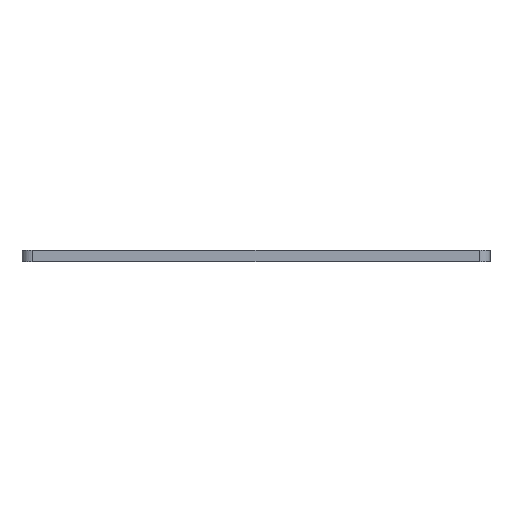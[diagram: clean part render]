
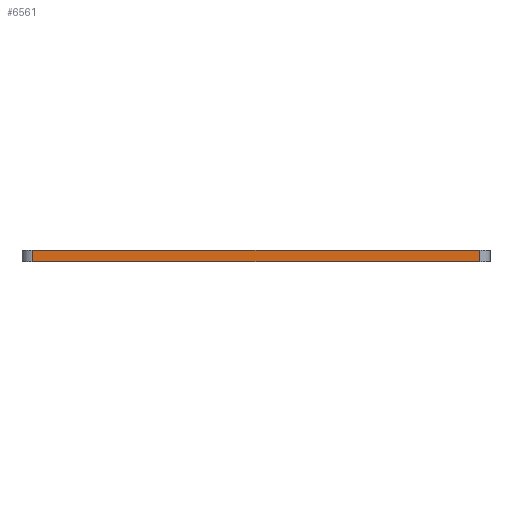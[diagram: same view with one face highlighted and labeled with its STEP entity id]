
A CAD part, left-side view. The second image highlights one B-rep face of the part: STEP entity #6561.
In plain terms, the highlighted planar face has unit normal (-1, 0, 0).
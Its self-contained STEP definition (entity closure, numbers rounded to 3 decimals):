
#83 = PLANE('',#84);
#84 = AXIS2_PLACEMENT_3D('',#85,#86,#87);
#85 = CARTESIAN_POINT('',(132.343,-93.5,1.6));
#86 = DIRECTION('',(-0.,-0.,-1.));
#87 = DIRECTION('',(-1.,0.,0.));
#137 = PLANE('',#138);
#138 = AXIS2_PLACEMENT_3D('',#139,#140,#141);
#139 = CARTESIAN_POINT('',(132.343,-93.5,0.));
#140 = DIRECTION('',(-0.,-0.,-1.));
#141 = DIRECTION('',(-1.,0.,0.));
#278 = CYLINDRICAL_SURFACE('',#279,1.5);
#279 = AXIS2_PLACEMENT_3D('',#280,#281,#282);
#280 = CARTESIAN_POINT('',(95.061,-125.,0.));
#281 = DIRECTION('',(-0.,-0.,-1.));
#282 = DIRECTION('',(1.,0.,-0.));
#317 = VERTEX_POINT('',#318);
#318 = CARTESIAN_POINT('',(93.561,-125.,0.));
#344 = EDGE_CURVE('',#317,#345,#347,.T.);
#345 = VERTEX_POINT('',#346);
#346 = CARTESIAN_POINT('',(93.561,-62.,0.));
#347 = SURFACE_CURVE('',#348,(#352,#359),.PCURVE_S1.);
#348 = LINE('',#349,#350);
#349 = CARTESIAN_POINT('',(93.561,-125.,0.));
#350 = VECTOR('',#351,1.);
#351 = DIRECTION('',(0.,1.,0.));
#352 = PCURVE('',#137,#353);
#353 = DEFINITIONAL_REPRESENTATION('',(#354),#358);
#354 = LINE('',#355,#356);
#355 = CARTESIAN_POINT('',(38.782,-31.5));
#356 = VECTOR('',#357,1.);
#357 = DIRECTION('',(0.,1.));
#358 = ( GEOMETRIC_REPRESENTATION_CONTEXT(2) 
PARAMETRIC_REPRESENTATION_CONTEXT() REPRESENTATION_CONTEXT('2D SPACE',''
  ) );
#359 = PCURVE('',#360,#365);
#360 = PLANE('',#361);
#361 = AXIS2_PLACEMENT_3D('',#362,#363,#364);
#362 = CARTESIAN_POINT('',(93.561,-125.,0.));
#363 = DIRECTION('',(-1.,0.,0.));
#364 = DIRECTION('',(0.,1.,0.));
#365 = DEFINITIONAL_REPRESENTATION('',(#366),#370);
#366 = LINE('',#367,#368);
#367 = CARTESIAN_POINT('',(0.,0.));
#368 = VECTOR('',#369,1.);
#369 = DIRECTION('',(1.,0.));
#370 = ( GEOMETRIC_REPRESENTATION_CONTEXT(2) 
PARAMETRIC_REPRESENTATION_CONTEXT() REPRESENTATION_CONTEXT('2D SPACE',''
  ) );
#393 = CYLINDRICAL_SURFACE('',#394,1.5);
#394 = AXIS2_PLACEMENT_3D('',#395,#396,#397);
#395 = CARTESIAN_POINT('',(95.061,-62.,0.));
#396 = DIRECTION('',(-0.,-0.,-1.));
#397 = DIRECTION('',(1.,0.,-0.));
#3637 = VERTEX_POINT('',#3638);
#3638 = CARTESIAN_POINT('',(93.561,-125.,1.6));
#3664 = EDGE_CURVE('',#3637,#3665,#3667,.T.);
#3665 = VERTEX_POINT('',#3666);
#3666 = CARTESIAN_POINT('',(93.561,-62.,1.6));
#3667 = SURFACE_CURVE('',#3668,(#3672,#3679),.PCURVE_S1.);
#3668 = LINE('',#3669,#3670);
#3669 = CARTESIAN_POINT('',(93.561,-125.,1.6));
#3670 = VECTOR('',#3671,1.);
#3671 = DIRECTION('',(0.,1.,0.));
#3672 = PCURVE('',#83,#3673);
#3673 = DEFINITIONAL_REPRESENTATION('',(#3674),#3678);
#3674 = LINE('',#3675,#3676);
#3675 = CARTESIAN_POINT('',(38.782,-31.5));
#3676 = VECTOR('',#3677,1.);
#3677 = DIRECTION('',(0.,1.));
#3678 = ( GEOMETRIC_REPRESENTATION_CONTEXT(2) 
PARAMETRIC_REPRESENTATION_CONTEXT() REPRESENTATION_CONTEXT('2D SPACE',''
  ) );
#3679 = PCURVE('',#360,#3680);
#3680 = DEFINITIONAL_REPRESENTATION('',(#3681),#3685);
#3681 = LINE('',#3682,#3683);
#3682 = CARTESIAN_POINT('',(0.,-1.6));
#3683 = VECTOR('',#3684,1.);
#3684 = DIRECTION('',(1.,0.));
#3685 = ( GEOMETRIC_REPRESENTATION_CONTEXT(2) 
PARAMETRIC_REPRESENTATION_CONTEXT() REPRESENTATION_CONTEXT('2D SPACE',''
  ) );
#6511 = EDGE_CURVE('',#317,#3637,#6512,.T.);
#6512 = SURFACE_CURVE('',#6513,(#6517,#6524),.PCURVE_S1.);
#6513 = LINE('',#6514,#6515);
#6514 = CARTESIAN_POINT('',(93.561,-125.,0.));
#6515 = VECTOR('',#6516,1.);
#6516 = DIRECTION('',(0.,0.,1.));
#6517 = PCURVE('',#278,#6518);
#6518 = DEFINITIONAL_REPRESENTATION('',(#6519),#6523);
#6519 = LINE('',#6520,#6521);
#6520 = CARTESIAN_POINT('',(-3.142,0.));
#6521 = VECTOR('',#6522,1.);
#6522 = DIRECTION('',(-0.,-1.));
#6523 = ( GEOMETRIC_REPRESENTATION_CONTEXT(2) 
PARAMETRIC_REPRESENTATION_CONTEXT() REPRESENTATION_CONTEXT('2D SPACE',''
  ) );
#6524 = PCURVE('',#360,#6525);
#6525 = DEFINITIONAL_REPRESENTATION('',(#6526),#6530);
#6526 = LINE('',#6527,#6528);
#6527 = CARTESIAN_POINT('',(0.,0.));
#6528 = VECTOR('',#6529,1.);
#6529 = DIRECTION('',(0.,-1.));
#6530 = ( GEOMETRIC_REPRESENTATION_CONTEXT(2) 
PARAMETRIC_REPRESENTATION_CONTEXT() REPRESENTATION_CONTEXT('2D SPACE',''
  ) );
#6561 = ADVANCED_FACE('',(#6562),#360,.T.);
#6562 = FACE_BOUND('',#6563,.T.);
#6563 = EDGE_LOOP('',(#6564,#6565,#6566,#6587));
#6564 = ORIENTED_EDGE('',*,*,#6511,.T.);
#6565 = ORIENTED_EDGE('',*,*,#3664,.T.);
#6566 = ORIENTED_EDGE('',*,*,#6567,.F.);
#6567 = EDGE_CURVE('',#345,#3665,#6568,.T.);
#6568 = SURFACE_CURVE('',#6569,(#6573,#6580),.PCURVE_S1.);
#6569 = LINE('',#6570,#6571);
#6570 = CARTESIAN_POINT('',(93.561,-62.,0.));
#6571 = VECTOR('',#6572,1.);
#6572 = DIRECTION('',(0.,0.,1.));
#6573 = PCURVE('',#360,#6574);
#6574 = DEFINITIONAL_REPRESENTATION('',(#6575),#6579);
#6575 = LINE('',#6576,#6577);
#6576 = CARTESIAN_POINT('',(63.,0.));
#6577 = VECTOR('',#6578,1.);
#6578 = DIRECTION('',(0.,-1.));
#6579 = ( GEOMETRIC_REPRESENTATION_CONTEXT(2) 
PARAMETRIC_REPRESENTATION_CONTEXT() REPRESENTATION_CONTEXT('2D SPACE',''
  ) );
#6580 = PCURVE('',#393,#6581);
#6581 = DEFINITIONAL_REPRESENTATION('',(#6582),#6586);
#6582 = LINE('',#6583,#6584);
#6583 = CARTESIAN_POINT('',(-3.142,0.));
#6584 = VECTOR('',#6585,1.);
#6585 = DIRECTION('',(-0.,-1.));
#6586 = ( GEOMETRIC_REPRESENTATION_CONTEXT(2) 
PARAMETRIC_REPRESENTATION_CONTEXT() REPRESENTATION_CONTEXT('2D SPACE',''
  ) );
#6587 = ORIENTED_EDGE('',*,*,#344,.F.);
